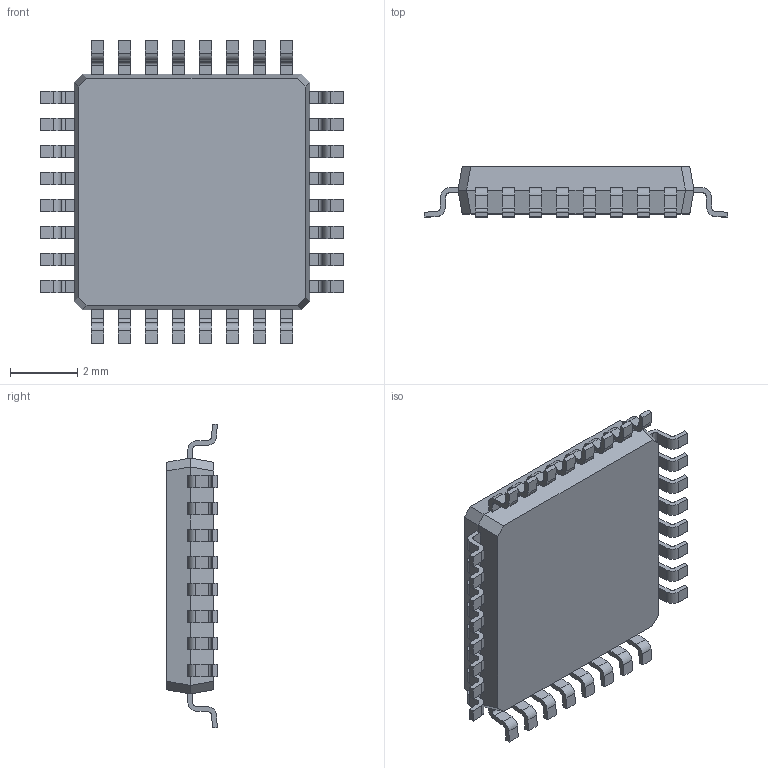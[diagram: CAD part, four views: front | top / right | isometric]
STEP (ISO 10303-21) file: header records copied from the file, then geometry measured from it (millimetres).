
FILE_DESCRIPTION (( 'STEP AP203' ), '1' );
FILE_NAME ('STM32_LQFP32_AP203.STEP', '2018-05-06T11:36:50', ( '' ), ( '' ), 'SwSTEP 2.0', 'SolidWorks 2016', '' );
FILE_SCHEMA (( 'CONFIG_CONTROL_DESIGN' ));
Length unit declared in the file: millimetre
Products named in the file (1): STM32_LQFP32_AP203
Bounding box: 9.02 x 1.5 x 9.02 mm (x, y, z)
Volume: 68.6 mm3; surface area: 194 mm2
Topology: 68 solids, 68 shells, 1105 faces, 2896 edges, 1928 vertices
Faces by surface type: plane 967, cylinder 138
Entity records: 33505 total; most frequent: CARTESIAN_POINT 5930, ORIENTED_EDGE 5792, DIRECTION 5384, EDGE_CURVE 2896, LINE 2620, VECTOR 2620, VERTEX_POINT 1928, AXIS2_PLACEMENT_3D 1382
